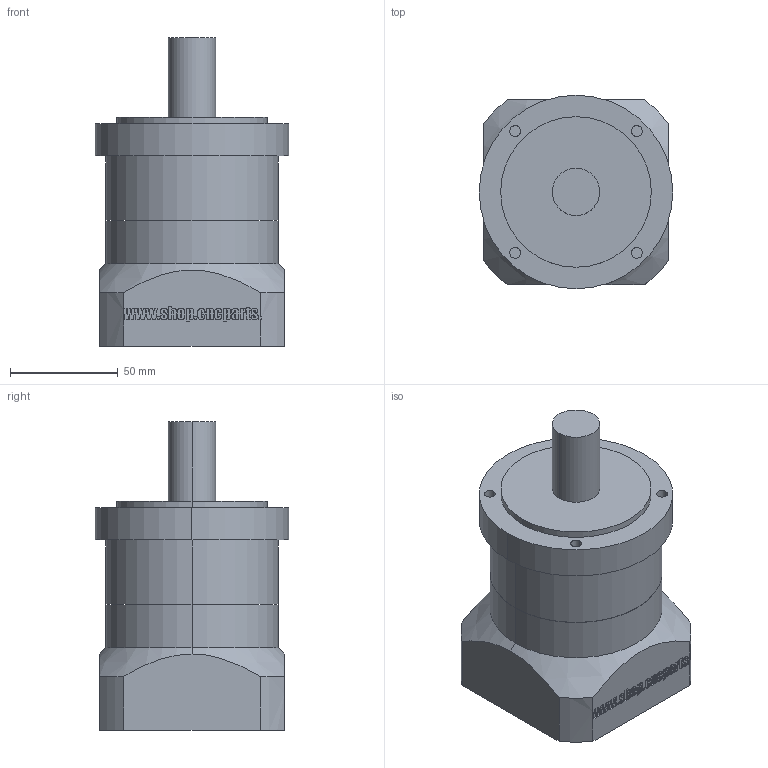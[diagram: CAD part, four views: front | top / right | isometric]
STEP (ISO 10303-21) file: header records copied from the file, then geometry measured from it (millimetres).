
FILE_DESCRIPTION (( 'STEP AP214' ), '1' );
FILE_NAME ('le90-010-16-step86.STEP', '2025-11-24T16:23:24', ( '' ), ( '' ), 'SwSTEP 2.0', 'SolidWorks 2024', '' );
FILE_SCHEMA (( 'AUTOMOTIVE_DESIGN' ));
Length unit declared in the file: millimetre
Products named in the file (1): le90-010-16-step86
Bounding box: 90 x 90 x 143.5 mm (x, y, z)
Volume: 591523.7 mm3; surface area: 58268 mm2
Topology: 1 solids, 1 shells, 441 faces, 1204 edges, 798 vertices
Faces by surface type: plane 172, cylinder 152, bspline 115, cone 2
Entity records: 28356 total; most frequent: CARTESIAN_POINT 18636, ORIENTED_EDGE 2408, DIRECTION 1454, EDGE_CURVE 1204, VERTEX_POINT 798, VECTOR 654, LINE 654, EDGE_LOOP 474
